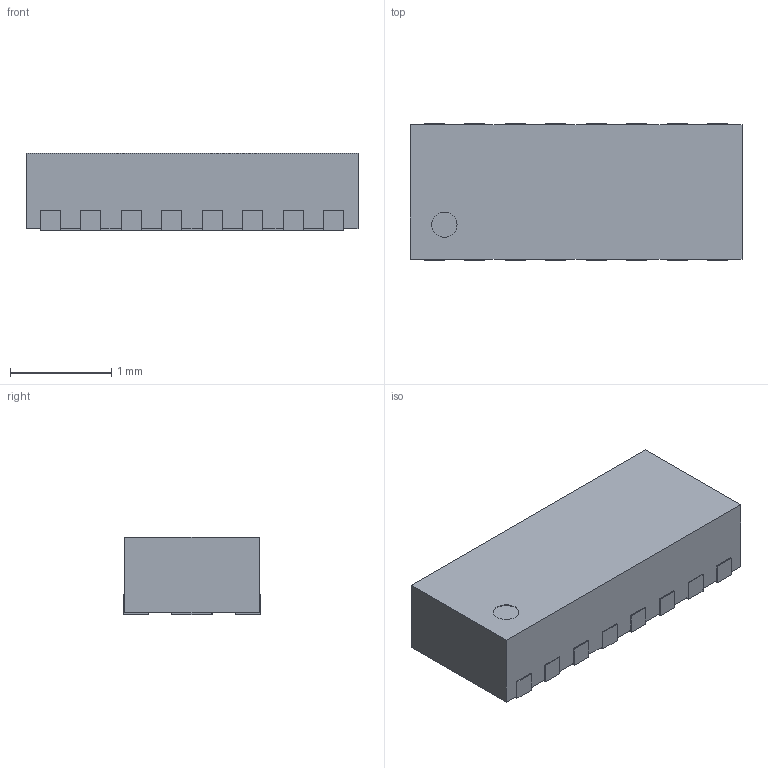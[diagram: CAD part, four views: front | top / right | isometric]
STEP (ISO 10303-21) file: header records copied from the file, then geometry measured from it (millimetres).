
FILE_DESCRIPTION(/* description */ ('model of WSON-16_3.3x1.35_Pitch0.4mm'),/* implementation_level */ '2;1');
FILE_NAME(/* name */ 'WSON-16_3.3x1.35_Pitch0.4mm.step',/* time_stamp */ '2017-06-05T21:36:38',/* author */ ('kicad StepUp','ksu'),/* organization */ ('FreeCAD'),/* preprocessor_version */ 'OCC',/* originating_system */ 'kicad StepUp',/* authorisation */ '');
FILE_SCHEMA(('AUTOMOTIVE_DESIGN_CC2 { 1 2 10303 214 -1 1 5 4 }'));
Length unit declared in the file: millimetre
Products named in the file (2): ASSEMBLY; WSON_16_33x135_Pitch04mm
Assembly tree (1 placements, depth 2):
  ASSEMBLY
    WSON_16_33x135_Pitch04mm
Bounding box: 3.28 x 1.35 x 0.77 mm (x, y, z)
Volume: 3.3 mm3; surface area: 16.2 mm2
Topology: 1 solids, 1 shells, 110 faces, 318 edges, 212 vertices
Faces by surface type: plane 109, cylinder 1
Full cylindrical faces by diameter (mm): 0.25 x1
Entity records: 4346 total; most frequent: CARTESIAN_POINT 642, ORIENTED_EDGE 636, DIRECTION 544, EDGE_CURVE 318, LINE 316, VECTOR 316, VERTEX_POINT 212, AXIS2_PLACEMENT_3D 114
